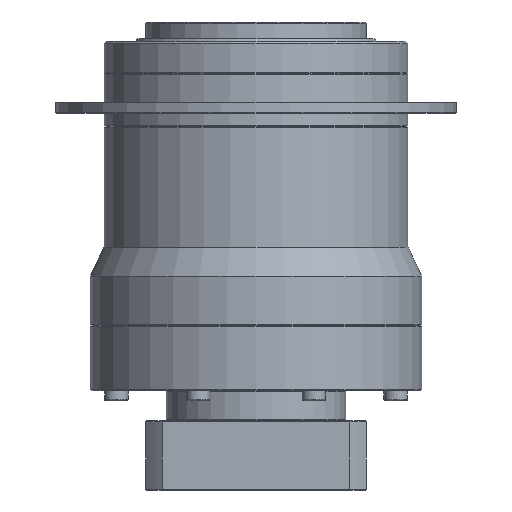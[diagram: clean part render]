
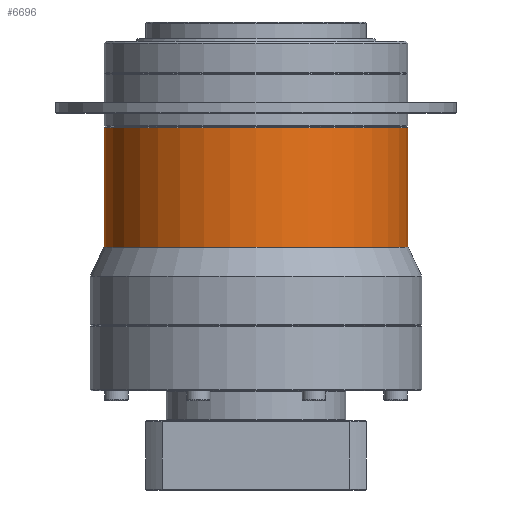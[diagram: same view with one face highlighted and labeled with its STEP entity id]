
A CAD part, front view. The second image highlights one B-rep face of the part: STEP entity #6696.
In plain terms, the highlighted cylindrical face has radius 55 mm (diameter 110 mm), a partial arc.
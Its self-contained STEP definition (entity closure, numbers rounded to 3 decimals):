
#9 = ORIENTED_EDGE ( 'NONE', *, *, #5843, .F. ) ;
#34 = EDGE_LOOP ( 'NONE', ( #9, #136, #154, #200 ) ) ;
#136 = ORIENTED_EDGE ( 'NONE', *, *, #2746, .T. ) ;
#154 = ORIENTED_EDGE ( 'NONE', *, *, #5941, .T. ) ;
#200 = ORIENTED_EDGE ( 'NONE', *, *, #2722, .T. ) ;
#389 = CYLINDRICAL_SURFACE ( 'NONE', #10641, 55. ) ;
#434 = LINE ( 'NONE', #5197, #9151 ) ;
#665 = CARTESIAN_POINT ( 'NONE',  ( 0., 0., 60.78 ) ) ;
#713 = CIRCLE ( 'NONE', #13143, 55. ) ;
#1047 = CIRCLE ( 'NONE', #13178, 55. ) ;
#1235 = CARTESIAN_POINT ( 'NONE',  ( -55., 0., 17.3 ) ) ;
#2722 = EDGE_CURVE ( 'NONE', #12525, #9253, #1047, .T. ) ;
#2746 = EDGE_CURVE ( 'NONE', #5029, #3967, #713, .T. ) ;
#2961 = DIRECTION ( 'NONE',  ( 1., 0., 0. ) ) ;
#3967 = VERTEX_POINT ( 'NONE', #7170 ) ;
#4171 = DIRECTION ( 'NONE',  ( 0., 0., -1. ) ) ;
#4257 = CARTESIAN_POINT ( 'NONE',  ( 0., 0., 60.48 ) ) ;
#4577 = DIRECTION ( 'NONE',  ( 0., 0., -1. ) ) ;
#5029 = VERTEX_POINT ( 'NONE', #7900 ) ;
#5197 = CARTESIAN_POINT ( 'NONE',  ( 55., 0., 60.78 ) ) ;
#5777 = CARTESIAN_POINT ( 'NONE',  ( 55., 0., 17.3 ) ) ;
#5843 = EDGE_CURVE ( 'NONE', #5029, #9253, #434, .T. ) ;
#5941 = EDGE_CURVE ( 'NONE', #3967, #12525, #10772, .T. ) ;
#5958 = DIRECTION ( 'NONE',  ( 0., 0., -1. ) ) ;
#6308 = CARTESIAN_POINT ( 'NONE',  ( -55., 0., 60.78 ) ) ;
#6696 = ADVANCED_FACE ( 'NONE', ( #7078 ), #389, .T. ) ;
#7078 = FACE_OUTER_BOUND ( 'NONE', #34, .T. ) ;
#7170 = CARTESIAN_POINT ( 'NONE',  ( -55., 0., 60.48 ) ) ;
#7900 = CARTESIAN_POINT ( 'NONE',  ( 55., 0., 60.48 ) ) ;
#8649 = DIRECTION ( 'NONE',  ( 1., 0., 0. ) ) ;
#8824 = DIRECTION ( 'NONE',  ( 0., 0., 1. ) ) ;
#8925 = CARTESIAN_POINT ( 'NONE',  ( 0., 0., 17.3 ) ) ;
#9151 = VECTOR ( 'NONE', #4577, 1000. ) ;
#9253 = VERTEX_POINT ( 'NONE', #5777 ) ;
#10641 = AXIS2_PLACEMENT_3D ( 'NONE', #665, #14273, #14318 ) ;
#10772 = LINE ( 'NONE', #6308, #13238 ) ;
#12525 = VERTEX_POINT ( 'NONE', #1235 ) ;
#13143 = AXIS2_PLACEMENT_3D ( 'NONE', #4257, #4171, #2961 ) ;
#13178 = AXIS2_PLACEMENT_3D ( 'NONE', #8925, #8824, #8649 ) ;
#13238 = VECTOR ( 'NONE', #5958, 1000. ) ;
#14273 = DIRECTION ( 'NONE',  ( 0., 0., -1. ) ) ;
#14318 = DIRECTION ( 'NONE',  ( -1., 0., 0. ) ) ;
